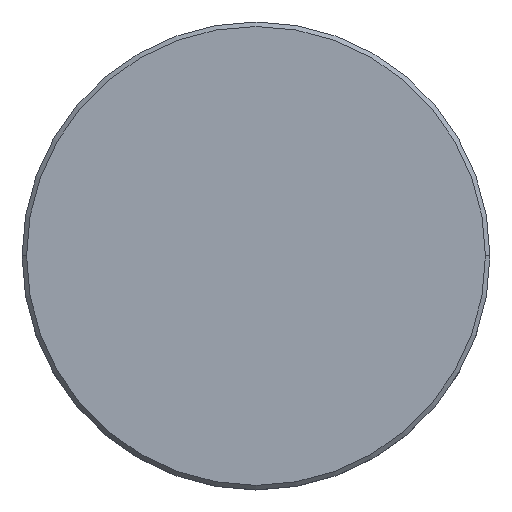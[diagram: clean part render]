
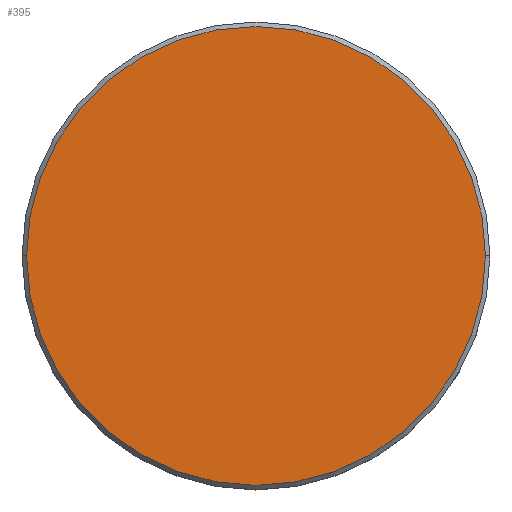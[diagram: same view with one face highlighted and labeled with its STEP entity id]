
A CAD part, top view. The second image highlights one B-rep face of the part: STEP entity #395.
In plain terms, the highlighted planar face has unit normal (0, 0, 1).
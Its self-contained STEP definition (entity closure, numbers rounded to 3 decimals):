
#60 = CARTESIAN_POINT ( 'NONE',  ( 0., 0., 0. ) ) ;
#87 = EDGE_CURVE ( 'NONE', #950, #137, #200, .T. ) ;
#137 = VERTEX_POINT ( 'NONE', #907 ) ;
#177 = DIRECTION ( 'NONE',  ( 0., 0., 1. ) ) ;
#188 = CARTESIAN_POINT ( 'NONE',  ( 0., 0., 0. ) ) ;
#200 = CIRCLE ( 'NONE', #428, 25.5 ) ;
#220 = DIRECTION ( 'NONE',  ( 0., 0., 1. ) ) ;
#264 = DIRECTION ( 'NONE',  ( 1., 0., 0. ) ) ;
#324 = DIRECTION ( 'NONE',  ( 1., 0., 0. ) ) ;
#344 = ORIENTED_EDGE ( 'NONE', *, *, #87, .T. ) ;
#395 = ADVANCED_FACE ( 'NONE', ( #558 ), #449, .T. ) ;
#428 = AXIS2_PLACEMENT_3D ( 'NONE', #60, #220, #324 ) ;
#449 = PLANE ( 'NONE',  #945 ) ;
#462 = DIRECTION ( 'NONE',  ( 0., 0., 1. ) ) ;
#546 = AXIS2_PLACEMENT_3D ( 'NONE', #637, #177, #264 ) ;
#558 = FACE_OUTER_BOUND ( 'NONE', #1023, .T. ) ;
#637 = CARTESIAN_POINT ( 'NONE',  ( 0., 0., 0. ) ) ;
#684 = ORIENTED_EDGE ( 'NONE', *, *, #786, .T. ) ;
#786 = EDGE_CURVE ( 'NONE', #137, #950, #1065, .T. ) ;
#907 = CARTESIAN_POINT ( 'NONE',  ( 25.5, 0., 0. ) ) ;
#945 = AXIS2_PLACEMENT_3D ( 'NONE', #188, #462, #1087 ) ;
#949 = CARTESIAN_POINT ( 'NONE',  ( -25.5, 0., 0. ) ) ;
#950 = VERTEX_POINT ( 'NONE', #949 ) ;
#1023 = EDGE_LOOP ( 'NONE', ( #344, #684 ) ) ;
#1065 = CIRCLE ( 'NONE', #546, 25.5 ) ;
#1087 = DIRECTION ( 'NONE',  ( 1., 0., 0. ) ) ;
